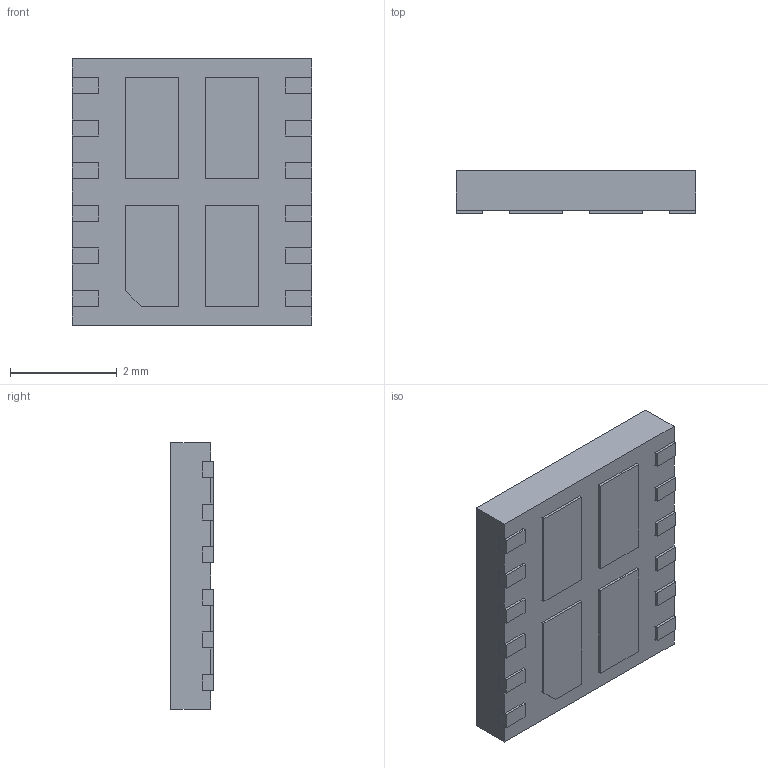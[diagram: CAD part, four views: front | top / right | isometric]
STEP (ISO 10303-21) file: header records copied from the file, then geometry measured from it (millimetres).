
FILE_DESCRIPTION (( 'STEP AP214' ), '1' );
FILE_NAME ('511CS.STEP', '2024-05-07T15:14:17', ( 'LENOVO' ), ( '' ), 'SwSTEP 2.0', 'SolidWorks 2021', '' );
FILE_SCHEMA (( 'AUTOMOTIVE_DESIGN' ));
Length unit declared in the file: millimetre
Products named in the file (2): 511CS_511CS; 511CS
Assembly tree (1 placements, depth 2):
  511CS
    511CS_511CS
Bounding box: 4.5 x 0.8 x 5 mm (x, y, z)
Volume: 17.3 mm3; surface area: 92.1 mm2
Topology: 18 solids, 18 shells, 179 faces, 414 edges, 276 vertices
Faces by surface type: plane 175, cylinder 4
Entity records: 5195 total; most frequent: CARTESIAN_POINT 873, ORIENTED_EDGE 828, DIRECTION 788, EDGE_CURVE 414, LINE 406, VECTOR 406, VERTEX_POINT 276, AXIS2_PLACEMENT_3D 191
